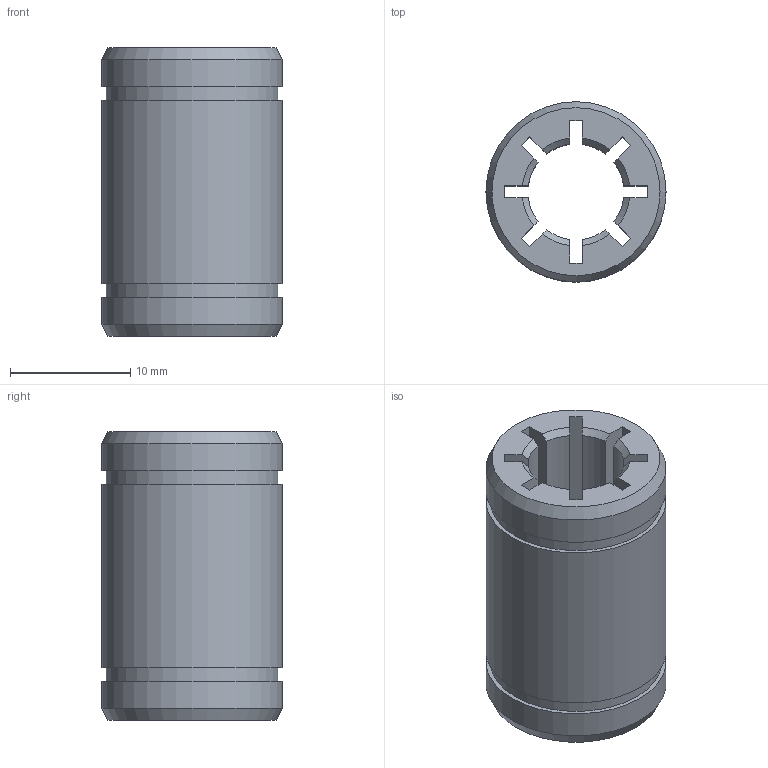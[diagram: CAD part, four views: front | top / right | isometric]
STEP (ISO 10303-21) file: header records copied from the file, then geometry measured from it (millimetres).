
FILE_DESCRIPTION(/* description */ ('STEP AP242','CAx-IF Rec.Pracs.---Representation and Presentation of Product Manufacturing Information (PMI)---4.0---2014-10-13','CAx-IF Rec.Pracs.---3D Tessellated Geometry---0.4---2014-09-14','2;1'),/* implementation_level */ '2;1');
FILE_NAME(/* name */ '64fe6818650a1276b65c4275',/* time_stamp */ '2023-09-11T01:06:33Z',/* author */ (''),/* organization */ (''),/* preprocessor_version */ 'ST-DEVELOPER v19.4',/* originating_system */ ' ',/* authorisation */ ' ');
FILE_SCHEMA (('AP242_MANAGED_MODEL_BASED_3D_ENGINEERING_MIM_LF { 1 0 10303 442 1 1 4 }'));
Length unit declared in the file: metre
Products named in the file (1): Igus_DryLin_RJ4JP_01-08_8mm
Bounding box: 15 x 15 x 24 mm (x, y, z)
Volume: 2591.7 mm3; surface area: 2731.1 mm2
Topology: 1 solids, 1 shells, 61 faces, 163 edges, 108 vertices
Faces by surface type: plane 30, cone 18, cylinder 13
Full cylindrical faces by diameter (mm): 14.3 x2, 15 x3
Entity records: 1928 total; most frequent: DIRECTION 356, CARTESIAN_POINT 326, ORIENTED_EDGE 312, EDGE_CURVE 156, AXIS2_PLACEMENT_3D 138, VERTEX_POINT 108, LINE 80, VECTOR 80
